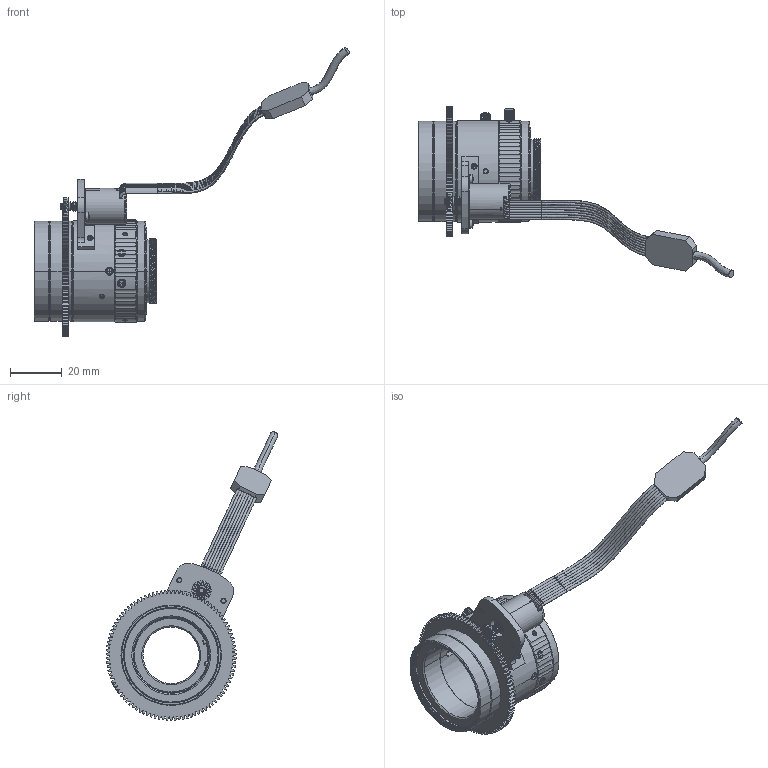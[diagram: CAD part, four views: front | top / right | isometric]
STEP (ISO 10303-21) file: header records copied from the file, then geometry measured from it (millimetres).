
FILE_DESCRIPTION(('FreeCAD Model'),'2;1');
FILE_NAME('Open CASCADE Shape Model','2025-01-22T11:51:15',('Author'),( ''),'Open CASCADE STEP processor 7.8','FreeCAD','Unknown');
FILE_SCHEMA(('AUTOMOTIVE_DESIGN { 1 0 10303 214 1 1 1 1 }'));
Length unit declared in the file: millimetre
Products named in the file (49): VA-LCM-5MP-35MM-F1.4-015-AF; 505; 506; 507; 504; SOLID; COMPOUND002; COMPOUND; COMPOUND001; M14352501; 521; 531; 531001; M14302001; SOLID001; SHELL; M14302002; M14302003; 50722; 12-CBD-V2_1_ASM; ASM0002_ASM; CROSS_RECESSED_SMALL_PAN_HEAD_S; 12-____-CBD; 12____-YN3_0; 12-_________ASM; ____1; ____2; BMB-NM-V12_ASM; U1-1_SO-8-1-SOLID4; U1-1_SO-8-1-SOLID9; C1-1_USER_LIBRARY-0603_SMD_CAPA; U1-1_SO-8-1-SOLID3; U1-1_SO-8-1-SOLID8; U1-1_SO-8-1-SOLID6; U1-1_SO-8-1-SOLID7; U1-1_SO-8-1-SOLID1; BOARD-1-SOLID1; U1-1_SO-8-1-SOLID2; U1-1_SO-8-1-SOLID5; M1_6X0_2____ ...
Assembly tree (57 placements, depth 5):
  VA-LCM-5MP-35MM-F1.4-015-AF
    505
    506
    507
    504
      SOLID
      COMPOUND002
        COMPOUND
        COMPOUND001
    M14352501  x2
    521  x2
    531
    531001
    M14302001
      SOLID001
      SHELL
    M14302002
      SOLID001
      SHELL
    M14302003
      SOLID001
      SHELL
    50722
    12-CBD-V2_1_ASM
      ASM0002_ASM
        CROSS_RECESSED_SMALL_PAN_HEAD_S  x2
        12-____-CBD
        12____-YN3_0
        12-_________ASM
          ____1
          ____2
        BMB-NM-V12_ASM
          U1-1_SO-8-1-SOLID4
          U1-1_SO-8-1-SOLID9
          C1-1_USER_LIBRARY-0603_SMD_CAPA
          U1-1_SO-8-1-SOLID3
          U1-1_SO-8-1-SOLID8
          U1-1_SO-8-1-SOLID6
          U1-1_SO-8-1-SOLID7
          U1-1_SO-8-1-SOLID1
          BOARD-1-SOLID1
          U1-1_SO-8-1-SOLID2
          U1-1_SO-8-1-SOLID5
        M1_6X0_2____
        12-____-CBD-2_1-29546
        12__-_______2
        PRODUCT_21990
        M1_4X5_____________GB_CROSS_SCR  x2
        DEEP_GROOVE_BALL_BEARINGS_GB_RO  x2
        12-____-CBD-2_1-9614
        12-________-3_0
        12-____________-SF
    508
Bounding box: 122.71 x 66.67 x 112.04 mm (x, y, z)
Volume: 27732.8 mm3; surface area: 35560.4 mm2
Topology: 43 solids, 48 shells, 2803 faces, 7856 edges, 5043 vertices
Faces by surface type: cylinder 1136, plane 545, cone 351, extrusion 303, bspline 212, torus 140, sphere 116
Entity records: 130745 total; most frequent: CARTESIAN_POINT 69170, ORIENTED_EDGE 13530, DIRECTION 11278, EDGE_CURVE 6773, VERTEX_POINT 4421, AXIS2_PLACEMENT_3D 4281, VECTOR 2716, FACE_BOUND 2604
